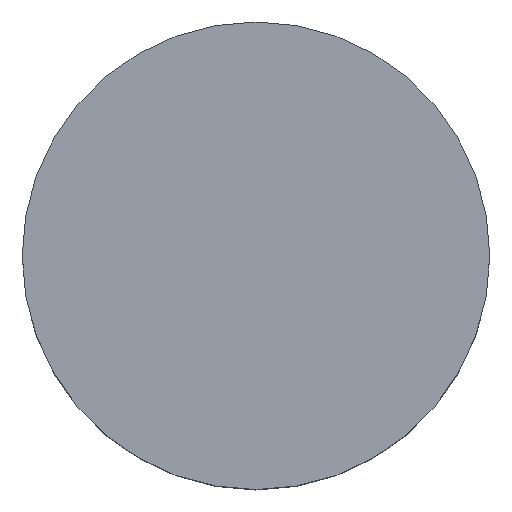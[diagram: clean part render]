
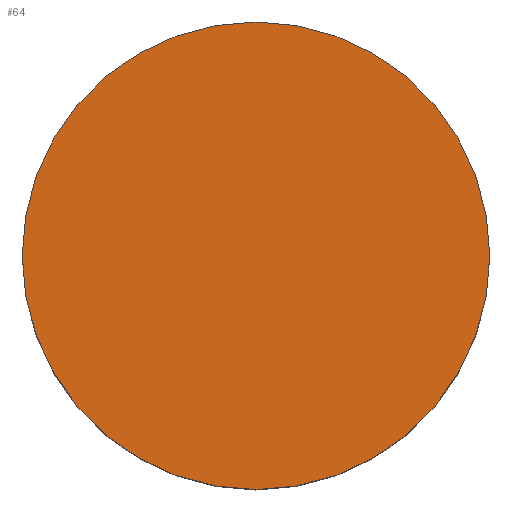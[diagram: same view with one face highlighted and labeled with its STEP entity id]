
A CAD part, top view. The second image highlights one B-rep face of the part: STEP entity #64.
In plain terms, the highlighted planar face has unit normal (0, 0, 1).
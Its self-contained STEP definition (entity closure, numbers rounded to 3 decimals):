
#24=FACE_OUTER_BOUND('',#30,.T.);
#30=EDGE_LOOP('',(#53));
#35=CIRCLE('',#85,1.99);
#39=VERTEX_POINT('',#119);
#43=EDGE_CURVE('',#39,#39,#35,.T.);
#53=ORIENTED_EDGE('',*,*,#43,.T.);
#60=PLANE('',#86);
#64=ADVANCED_FACE('',(#24),#60,.T.);
#85=AXIS2_PLACEMENT_3D('',#120,#100,#101);
#86=AXIS2_PLACEMENT_3D('',#122,#103,#104);
#100=DIRECTION('center_axis',(0.,0.,1.));
#101=DIRECTION('ref_axis',(-1.,0.,0.));
#103=DIRECTION('center_axis',(0.,0.,1.));
#104=DIRECTION('ref_axis',(-1.,0.,0.));
#119=CARTESIAN_POINT('',(1.99,0.,12.));
#120=CARTESIAN_POINT('Origin',(0.,0.,12.));
#122=CARTESIAN_POINT('Origin',(0.,0.,12.));
